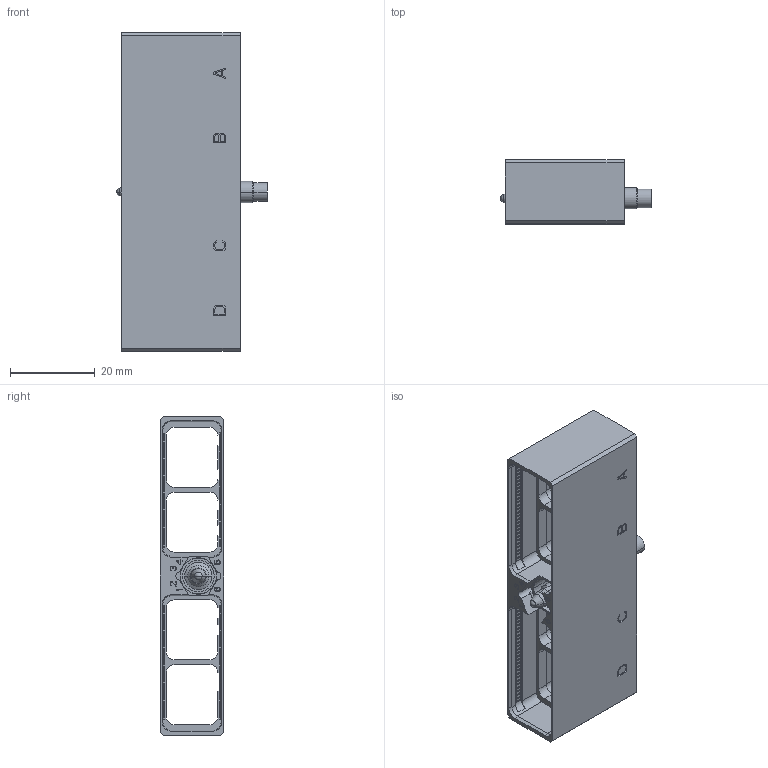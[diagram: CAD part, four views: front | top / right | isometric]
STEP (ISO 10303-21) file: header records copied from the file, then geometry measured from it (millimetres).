
FILE_DESCRIPTION((''),'2;1');
FILE_NAME('SIM2D80V','2019-09-09T',('presta_be4'),(''),'PRO/ENGINEER BY PARAMETRIC TECHNOLOGY CORPORATION, 2014310','PRO/ENGINEER BY PARAMETRIC TECHNOLOGY CORPORATION, 2014310','');
FILE_SCHEMA(('CONFIG_CONTROL_DESIGN'));
Products named in the file (1): SIM2D80V
Bounding box: 35.55 x 15.06 x 74.98 mm (x, y, z)
Volume: 7770.7 mm3; surface area: 13498.8 mm2
Topology: 1 solids, 1 shells, 3729 faces, 10663 edges, 6494 vertices
Faces by surface type: plane 1453, cylinder 920, cone 480, torus 440, sphere 434, bspline 2
Entity records: 117095 total; most frequent: DIRECTION 21311, CARTESIAN_POINT 20636, ORIENTED_EDGE 19590, EDGE_CURVE 9795, AXIS2_PLACEMENT_3D 7817, VERTEX_POINT 6494, VECTOR 5677, LINE 5677
